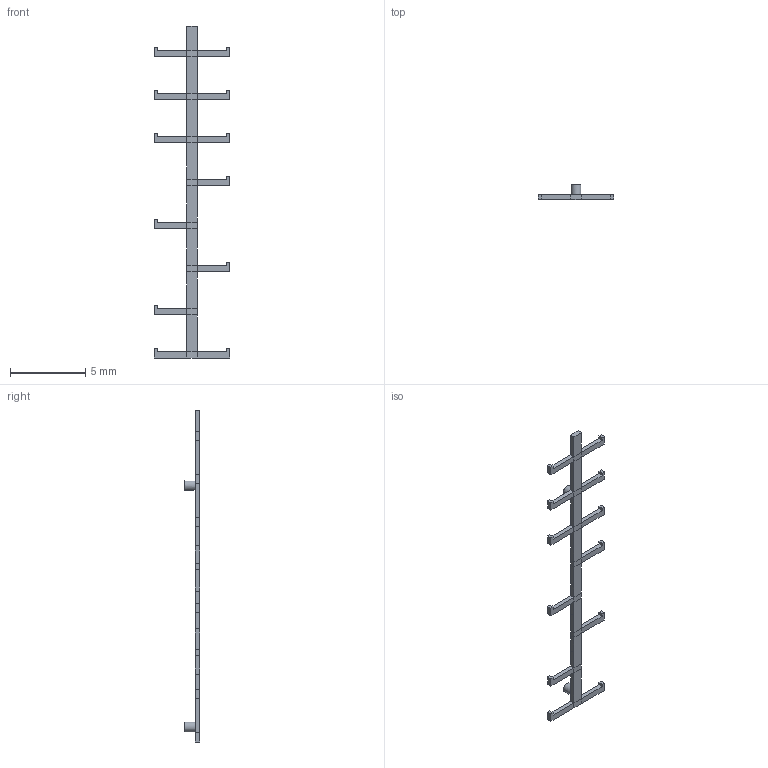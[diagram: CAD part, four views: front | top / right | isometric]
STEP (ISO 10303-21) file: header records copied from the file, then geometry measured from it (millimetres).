
FILE_DESCRIPTION(('FreeCAD Model'),'2;1');
FILE_NAME('Open CASCADE Shape Model','2024-05-25T00:32:16',('FreeCAD'),( 'FreeCAD'),'Open CASCADE STEP processor 7.6','FreeCAD','Unknown');
FILE_SCHEMA(('AUTOMOTIVE_DESIGN { 1 0 10303 214 1 1 1 1 }'));
Length unit declared in the file: millimetre
Products named in the file (1): Open CASCADE STEP translator 7.6 1
Bounding box: 5 x 1 x 22 mm (x, y, z)
Volume: 8.3 mm3; surface area: 85.8 mm2
Topology: 1 solids, 1 shells, 150 faces, 333 edges, 186 vertices
Faces by surface type: plane 148, cylinder 2
Full cylindrical faces by diameter (mm): 0.65 x2
Entity records: 8276 total; most frequent: CARTESIAN_POINT 1372, DIRECTION 1301, LINE 987, VECTOR 987, ORIENTED_EDGE 666, PCURVE 666, DEFINITIONAL_REPRESENTATION 666, EDGE_CURVE 333
